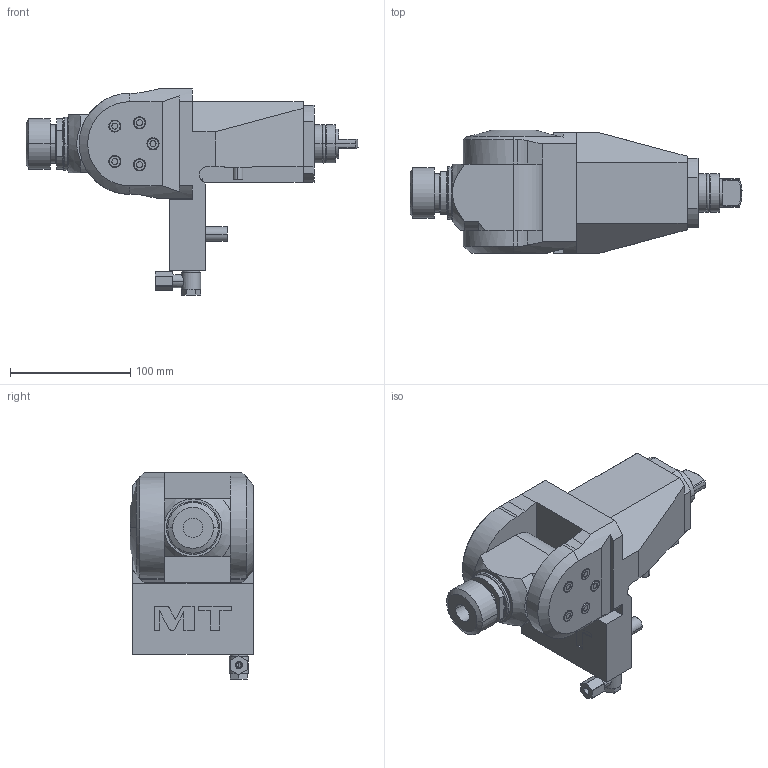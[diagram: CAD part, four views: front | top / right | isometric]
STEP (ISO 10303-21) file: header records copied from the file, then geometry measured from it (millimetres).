
FILE_DESCRIPTION((''),'2;1');
FILE_NAME('MSL0230125_CONF','2023-02-28T15:12:03',('sterribile'),('M.T. srl'),'CREO PARAMETRIC BY PTC INC, 2021072','CREO PARAMETRIC BY PTC INC, 2021072','');
FILE_SCHEMA(('CONFIG_CONTROL_DESIGN'));
Length unit declared in the file: millimetre
Products named in the file (1): MSL0230125_CONF
Bounding box: 275.57 x 102.7 x 171 mm (x, y, z)
Volume: 1363285.9 mm3; surface area: 126372.3 mm2
Topology: 1 solids, 1 shells, 325 faces, 808 edges, 517 vertices
Faces by surface type: plane 164, cylinder 107, cone 32, torus 18, sphere 2, extrusion 2
Entity records: 10103 total; most frequent: CARTESIAN_POINT 2195, DIRECTION 1691, ORIENTED_EDGE 1600, EDGE_CURVE 800, AXIS2_PLACEMENT_3D 623, VERTEX_POINT 517, VECTOR 445, LINE 443
